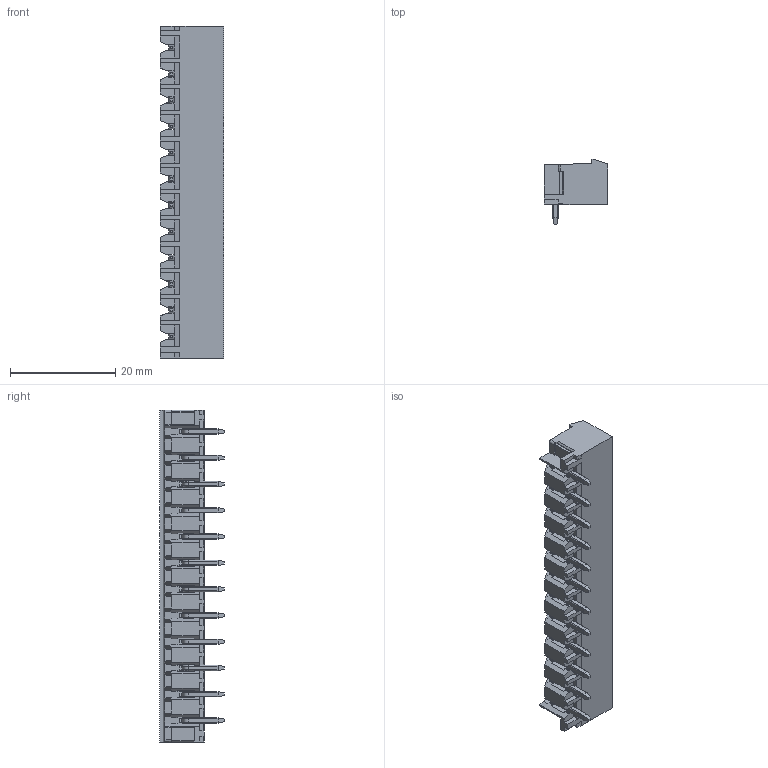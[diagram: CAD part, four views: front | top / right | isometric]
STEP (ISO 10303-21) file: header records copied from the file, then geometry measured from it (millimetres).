
FILE_DESCRIPTION(/* description */ (''),/* implementation_level */ '2;1');
FILE_NAME(/* name */ '450312.stp',/* time_stamp */ '2022-05-17T10:50:50+08:00',/* author */ (''),/* organization */ (''),/* preprocessor_version */ 'ST-DEVELOPER v16.7',/* originating_system */ 'SIEMENS PLM Software NX 12.0',/* authorisation */ '');
FILE_SCHEMA (('AP203_CONFIGURATION_CONTROLLED_3D_DESIGN_OF_MECHANICAL_PARTS_AND_ASSEMBLIES_MIM_LF { 1 0 10303 403 2 1 2}'));
Length unit declared in the file: millimetre
Products named in the file (1): SP4584D7450ag1
Bounding box: 12 x 12.3 x 63.2 mm (x, y, z)
Volume: 4397.1 mm3; surface area: 4048.7 mm2
Topology: 1 solids, 1 shells, 1572 faces, 4489 edges, 2921 vertices
Faces by surface type: plane 1132, cylinder 375, torus 48, cone 12, extrusion 5
Entity records: 51541 total; most frequent: CARTESIAN_POINT 9815, ORIENTED_EDGE 8978, DIRECTION 8454, EDGE_CURVE 4489, VECTOR 3434, LINE 3429, VERTEX_POINT 2921, AXIS2_PLACEMENT_3D 2510
